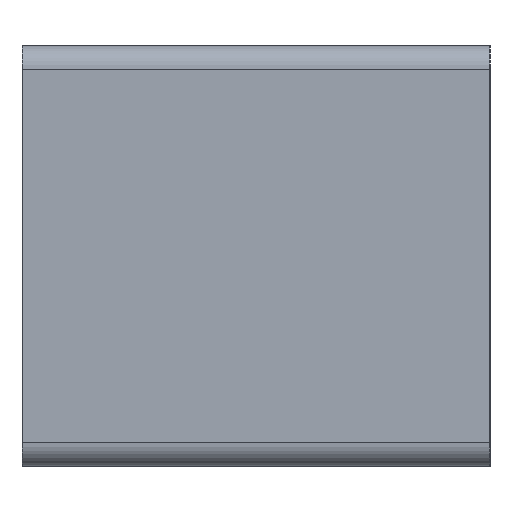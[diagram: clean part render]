
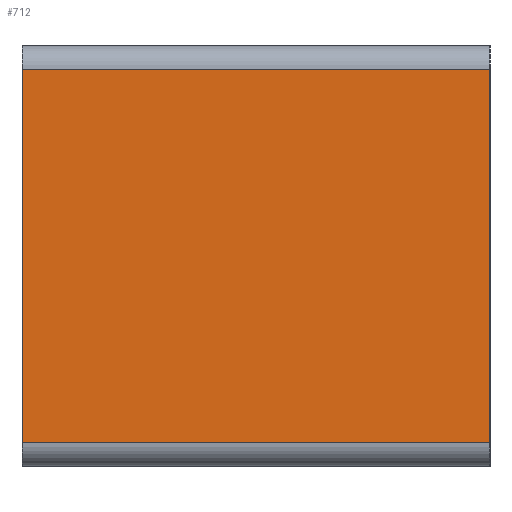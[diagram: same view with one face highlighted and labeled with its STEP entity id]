
A CAD part, left-side view. The second image highlights one B-rep face of the part: STEP entity #712.
In plain terms, the highlighted planar face has unit normal (-1, 0, 0).
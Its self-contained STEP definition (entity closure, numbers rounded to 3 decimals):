
#401=CARTESIAN_POINT('',(-200.75,197.0,-79.75));
#402=VERTEX_POINT('',#401);
#420=CARTESIAN_POINT('',(-200.75,-3.0,-79.75));
#421=VERTEX_POINT('',#420);
#429=CARTESIAN_POINT('',(-200.75,-3.0,-79.75));
#430=DIRECTION('',(0.0,1.0,0.0));
#431=VECTOR('',#430,200.0);
#432=LINE('',#429,#431);
#433=EDGE_CURVE('',#421,#402,#432,.T.);
#486=CARTESIAN_POINT('',(-200.75,-3.0,79.75));
#487=VERTEX_POINT('',#486);
#495=CARTESIAN_POINT('',(-200.75,-3.0,79.75));
#496=DIRECTION('',(0.0,0.0,-1.0));
#497=VECTOR('',#496,159.5);
#498=LINE('',#495,#497);
#499=EDGE_CURVE('',#487,#421,#498,.T.);
#642=CARTESIAN_POINT('',(-200.75,197.0,79.75));
#643=VERTEX_POINT('',#642);
#651=CARTESIAN_POINT('',(-200.75,197.0,79.75));
#652=DIRECTION('',(0.0,-1.0,0.0));
#653=VECTOR('',#652,200.0);
#654=LINE('',#651,#653);
#655=EDGE_CURVE('',#643,#487,#654,.T.);
#696=CARTESIAN_POINT('',(-200.75,0.0,-89.75));
#697=DIRECTION('',(-1.0,0.0,0.0));
#698=DIRECTION('',(0.0,0.0,1.0));
#699=AXIS2_PLACEMENT_3D('',#696,#697,#698);
#700=PLANE('',#699);
#701=ORIENTED_EDGE('',*,*,#433,.F.);
#702=ORIENTED_EDGE('',*,*,#499,.F.);
#703=ORIENTED_EDGE('',*,*,#655,.F.);
#704=CARTESIAN_POINT('',(-200.75,197.0,-79.75));
#705=DIRECTION('',(0.0,0.0,1.0));
#706=VECTOR('',#705,159.5);
#707=LINE('',#704,#706);
#708=EDGE_CURVE('',#402,#643,#707,.T.);
#709=ORIENTED_EDGE('',*,*,#708,.F.);
#710=EDGE_LOOP('',(#701,#702,#703,#709));
#711=FACE_OUTER_BOUND('',#710,.T.);
#712=ADVANCED_FACE('',(#711),#700,.T.);
